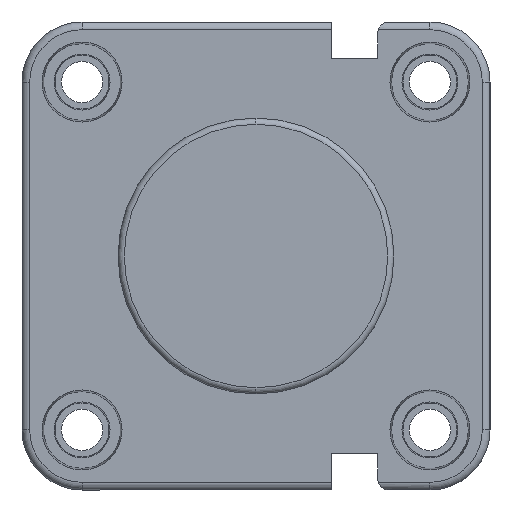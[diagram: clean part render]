
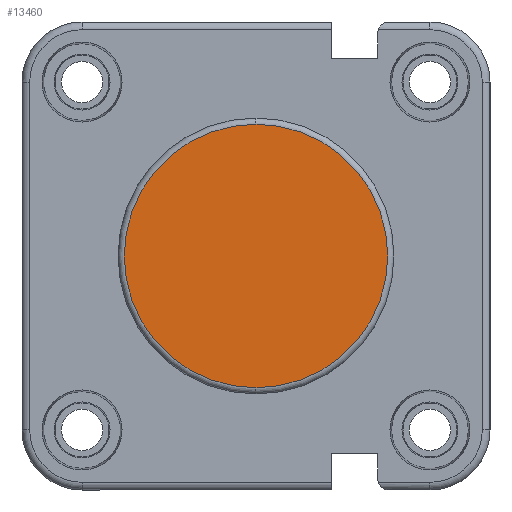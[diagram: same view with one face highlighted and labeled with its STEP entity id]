
A CAD part, left-side view. The second image highlights one B-rep face of the part: STEP entity #13460.
In plain terms, the highlighted planar face has unit normal (-1, 0, 0).
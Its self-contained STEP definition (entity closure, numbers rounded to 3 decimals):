
#99 = DIRECTION ( 'NONE',  ( -1., 0., 0. ) ) ;
#1636 = PLANE ( 'NONE',  #6300 ) ;
#2339 = ORIENTED_EDGE ( 'NONE', *, *, #13487, .T. ) ;
#3113 = DIRECTION ( 'NONE',  ( 0., 0., 1. ) ) ;
#4621 = AXIS2_PLACEMENT_3D ( 'NONE', #9391, #10933, #3113 ) ;
#4649 = CARTESIAN_POINT ( 'NONE',  ( 0., 0., 21.4 ) ) ;
#4727 = CARTESIAN_POINT ( 'NONE',  ( 0., 0., 0. ) ) ;
#4983 = CARTESIAN_POINT ( 'NONE',  ( 0., 0., 0. ) ) ;
#5175 = DIRECTION ( 'NONE',  ( 0., 0., 1. ) ) ;
#6300 = AXIS2_PLACEMENT_3D ( 'NONE', #4727, #99, #16930 ) ;
#6855 = CIRCLE ( 'NONE', #8790, 21.4 ) ;
#7265 = ORIENTED_EDGE ( 'NONE', *, *, #14847, .T. ) ;
#8614 = CARTESIAN_POINT ( 'NONE',  ( 0., 0., -21.4 ) ) ;
#8790 = AXIS2_PLACEMENT_3D ( 'NONE', #4983, #18767, #5175 ) ;
#9075 = FACE_OUTER_BOUND ( 'NONE', #16867, .T. ) ;
#9391 = CARTESIAN_POINT ( 'NONE',  ( 0., 0., 0. ) ) ;
#10933 = DIRECTION ( 'NONE',  ( -1., 0., 0. ) ) ;
#13460 = ADVANCED_FACE ( 'NONE', ( #9075 ), #1636, .T. ) ;
#13487 = EDGE_CURVE ( 'NONE', #13828, #18584, #14550, .T. ) ;
#13828 = VERTEX_POINT ( 'NONE', #8614 ) ;
#14550 = CIRCLE ( 'NONE', #4621, 21.4 ) ;
#14847 = EDGE_CURVE ( 'NONE', #18584, #13828, #6855, .T. ) ;
#16867 = EDGE_LOOP ( 'NONE', ( #7265, #2339 ) ) ;
#16930 = DIRECTION ( 'NONE',  ( 0., 0., 1. ) ) ;
#18584 = VERTEX_POINT ( 'NONE', #4649 ) ;
#18767 = DIRECTION ( 'NONE',  ( -1., 0., 0. ) ) ;
